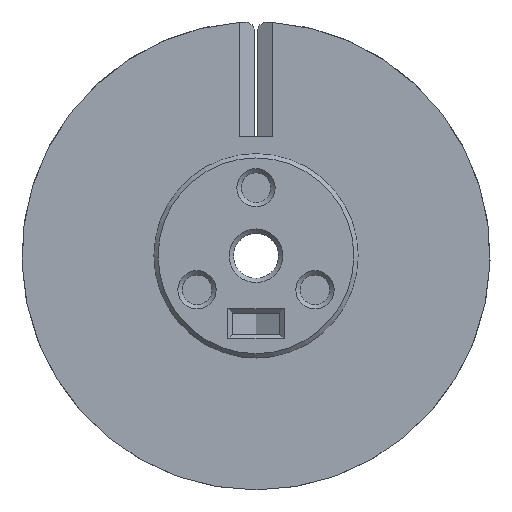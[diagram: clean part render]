
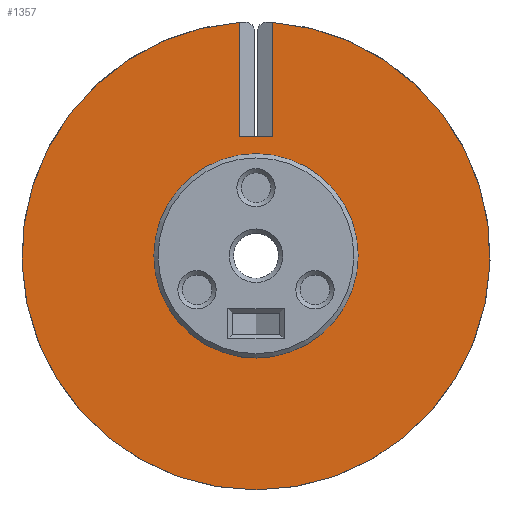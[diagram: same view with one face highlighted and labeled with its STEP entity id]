
A CAD part, top view. The second image highlights one B-rep face of the part: STEP entity #1357.
In plain terms, the highlighted planar face has unit normal (0, 0, 1).
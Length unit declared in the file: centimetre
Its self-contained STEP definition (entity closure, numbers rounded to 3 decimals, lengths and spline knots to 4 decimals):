
#160=PLANE('',#1454);
#175=CIRCLE('',#1365,2.75);
#182=CIRCLE('',#1377,1.2);
#318=VECTOR('',#2447,1.);
#441=LINE('',#2188,#318);
#454=VERTEX_POINT('',#1719);
#455=VERTEX_POINT('',#1730);
#459=VERTEX_POINT('',#1753);
#471=VERTEX_POINT('',#1807);
#551=VERTEX_POINT('',#2180);
#561=B_SPLINE_CURVE_WITH_KNOTS('',3,(#1720,#1721,#1722,#1723,#1724,#1725,
#1726,#1727,#1728,#1729),.UNSPECIFIED.,.F.,.U.,(4,2,2,2,4),(4.35,4.427,
4.6249,5.0206,5.6932),.UNSPECIFIED.);
#569=B_SPLINE_CURVE_WITH_KNOTS('',3,(#2181,#2182,#2183,#2184,#2185,#2186),
 .UNSPECIFIED.,.F.,.U.,(4,2,4),(0.2067,0.8793,1.5499),
 .UNSPECIFIED.);
#583=EDGE_CURVE('',#454,#455,#561,.F.);
#591=EDGE_CURVE('',#459,#454,#175,.T.);
#605=EDGE_CURVE('',#471,#471,#182,.T.);
#734=EDGE_CURVE('',#551,#459,#569,.F.);
#735=EDGE_CURVE('',#551,#455,#441,.T.);
#1059=ORIENTED_EDGE('',*,*,#583,.F.);
#1060=ORIENTED_EDGE('',*,*,#591,.F.);
#1061=ORIENTED_EDGE('',*,*,#734,.F.);
#1062=ORIENTED_EDGE('',*,*,#735,.T.);
#1063=ORIENTED_EDGE('',*,*,#605,.T.);
#1171=EDGE_LOOP('',(#1059,#1060,#1061,#1062));
#1172=EDGE_LOOP('',(#1063));
#1277=FACE_BOUND('',#1171,.T.);
#1278=FACE_BOUND('',#1172,.T.);
#1357=ADVANCED_FACE('',(#1277,#1278),#160,.T.);
#1365=AXIS2_PLACEMENT_3D('',#1754,#2207,#2208);
#1377=AXIS2_PLACEMENT_3D('',#1806,#2234,#2235);
#1454=AXIS2_PLACEMENT_3D('',#2187,#2446,$);
#1719=CARTESIAN_POINT('',(-0.1932,2.7432,0.1));
#1720=CARTESIAN_POINT('',(-0.1932,1.4,0.1));
#1721=CARTESIAN_POINT('',(-0.1932,1.4257,0.1));
#1722=CARTESIAN_POINT('',(-0.1932,1.4514,0.1));
#1723=CARTESIAN_POINT('',(-0.1932,1.543,0.1));
#1724=CARTESIAN_POINT('',(-0.1932,1.6089,0.1));
#1725=CARTESIAN_POINT('',(-0.1932,1.8068,0.1));
#1726=CARTESIAN_POINT('',(-0.1932,1.9387,0.1));
#1727=CARTESIAN_POINT('',(-0.1932,2.2948,0.1));
#1728=CARTESIAN_POINT('',(-0.1932,2.519,0.1));
#1729=CARTESIAN_POINT('',(-0.1932,2.7432,0.1));
#1730=CARTESIAN_POINT('',(-0.1932,1.4,0.1));
#1753=CARTESIAN_POINT('',(0.1932,2.7432,0.1));
#1754=CARTESIAN_POINT('',(0.,0.,0.1));
#1806=CARTESIAN_POINT('',(0.,0.,0.1));
#1807=CARTESIAN_POINT('',(1.2,0.,0.1));
#2180=CARTESIAN_POINT('',(0.1932,1.4,0.1));
#2181=CARTESIAN_POINT('',(0.1932,2.7432,0.1));
#2182=CARTESIAN_POINT('',(0.1932,2.519,0.1));
#2183=CARTESIAN_POINT('',(0.1932,2.2948,0.1));
#2184=CARTESIAN_POINT('',(0.1932,1.8471,0.1));
#2185=CARTESIAN_POINT('',(0.1932,1.6235,0.1));
#2186=CARTESIAN_POINT('',(0.1932,1.4,0.1));
#2187=CARTESIAN_POINT('',(0.,0.,0.1));
#2188=CARTESIAN_POINT('',(0.,1.4,0.1));
#2207=DIRECTION('',(0.,0.,-1.));
#2208=DIRECTION('',(2.75,0.,0.));
#2234=DIRECTION('',(0.,0.,-1.));
#2235=DIRECTION('',(1.2,0.,0.));
#2446=DIRECTION('',(0.,0.,1.));
#2447=DIRECTION('',(-1.,0.,0.));
